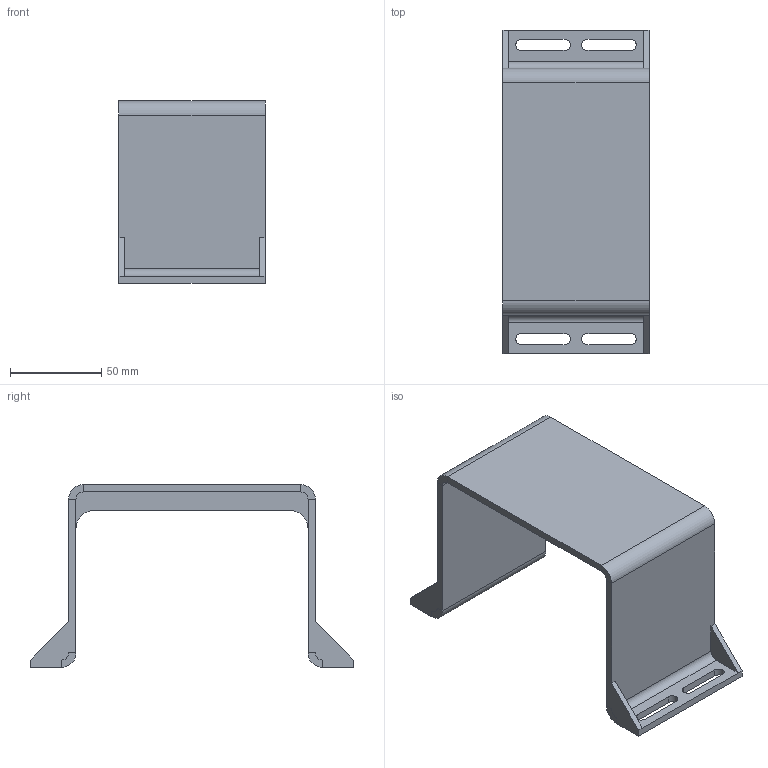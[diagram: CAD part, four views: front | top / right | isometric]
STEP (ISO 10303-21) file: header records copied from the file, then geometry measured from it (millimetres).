
FILE_DESCRIPTION((''),'2;1');
FILE_NAME('kin A21p012.stp','2022-10-20T11:27:47',('TonyYHHsieh'),(''),'Autodesk Inventor 2011','Autodesk Inventor 2011','');
FILE_SCHEMA(('AUTOMOTIVE_DESIGN { 1 0 10303 214 1 1 1 1 }'));
Length unit declared in the file: millimetre
Products named in the file (1): kin A21p012
Bounding box: 80 x 177 x 100 mm (x, y, z)
Volume: 118550.3 mm3; surface area: 64739 mm2
Topology: 1 solids, 1 shells, 62 faces, 169 edges, 109 vertices
Faces by surface type: plane 44, cylinder 18
Entity records: 1989 total; most frequent: CARTESIAN_POINT 341, ORIENTED_EDGE 338, DIRECTION 337, EDGE_CURVE 169, VECTOR 127, LINE 127, VERTEX_POINT 109, AXIS2_PLACEMENT_3D 105
